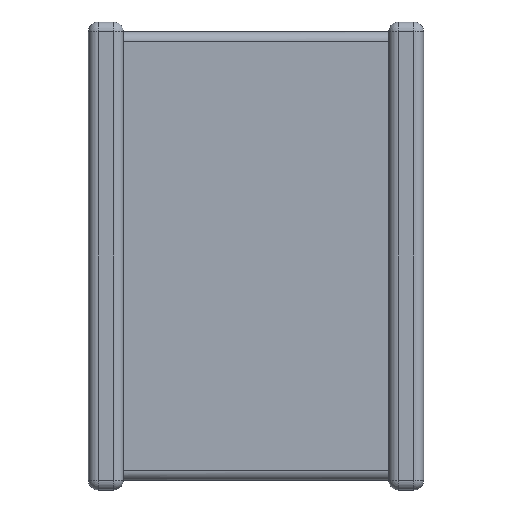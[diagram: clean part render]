
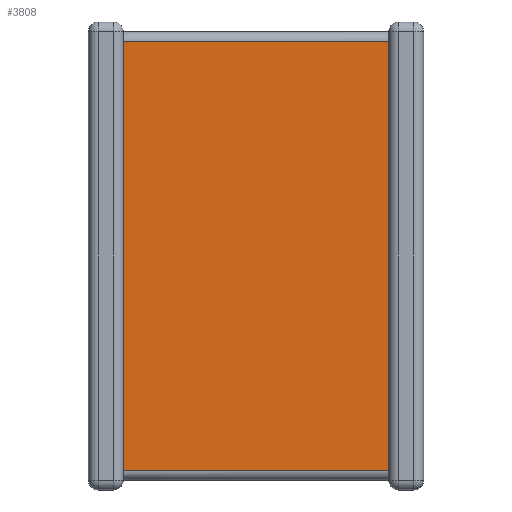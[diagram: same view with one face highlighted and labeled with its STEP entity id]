
A CAD part, front view. The second image highlights one B-rep face of the part: STEP entity #3808.
In plain terms, the highlighted planar face has unit normal (0, -1, 0).
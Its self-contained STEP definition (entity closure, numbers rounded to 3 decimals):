
#1 = CARTESIAN_POINT ( 'NONE',  ( 0.5, 0.139, -0.279 ) ) ;
#56 = VECTOR ( 'NONE', #935, 1000. ) ;
#227 = EDGE_CURVE ( 'NONE', #3388, #4354, #3941, .T. ) ;
#458 = VECTOR ( 'NONE', #4649, 1000. ) ;
#935 = DIRECTION ( 'NONE',  ( 0., 0., 1. ) ) ;
#947 = EDGE_CURVE ( 'NONE', #4354, #978, #2958, .T. ) ;
#978 = VERTEX_POINT ( 'NONE', #3797 ) ;
#1008 = EDGE_CURVE ( 'NONE', #3816, #978, #4666, .T. ) ;
#1046 = CARTESIAN_POINT ( 'NONE',  ( 0.5, 0.139, -6.421 ) ) ;
#1063 = CARTESIAN_POINT ( 'NONE',  ( 4.3, 0.139, -6.421 ) ) ;
#1089 = EDGE_LOOP ( 'NONE', ( #2026, #4268, #4562, #3735 ) ) ;
#1392 = DIRECTION ( 'NONE',  ( 0., -1., 0. ) ) ;
#1716 = CARTESIAN_POINT ( 'NONE',  ( 0.5, 0.139, -6.7 ) ) ;
#1884 = CARTESIAN_POINT ( 'NONE',  ( 0.5, 0.139, -6.7 ) ) ;
#2026 = ORIENTED_EDGE ( 'NONE', *, *, #1008, .F. ) ;
#2128 = PLANE ( 'NONE',  #4472 ) ;
#2512 = CARTESIAN_POINT ( 'NONE',  ( 4.3, 0.139, -6.7 ) ) ;
#2522 = DIRECTION ( 'NONE',  ( -1., 0., 0. ) ) ;
#2686 = LINE ( 'NONE', #1063, #458 ) ;
#2953 = DIRECTION ( 'NONE',  ( 0., 0., 1. ) ) ;
#2958 = LINE ( 'NONE', #1, #3064 ) ;
#3024 = VECTOR ( 'NONE', #2953, 1000. ) ;
#3064 = VECTOR ( 'NONE', #2522, 1000. ) ;
#3239 = CARTESIAN_POINT ( 'NONE',  ( 4.3, 0.139, -6.421 ) ) ;
#3358 = CARTESIAN_POINT ( 'NONE',  ( 4.3, 0.139, -0.279 ) ) ;
#3388 = VERTEX_POINT ( 'NONE', #3239 ) ;
#3735 = ORIENTED_EDGE ( 'NONE', *, *, #947, .T. ) ;
#3797 = CARTESIAN_POINT ( 'NONE',  ( 0.5, 0.139, -0.279 ) ) ;
#3808 = ADVANCED_FACE ( 'NONE', ( #4625 ), #2128, .T. ) ;
#3816 = VERTEX_POINT ( 'NONE', #1046 ) ;
#3941 = LINE ( 'NONE', #2512, #3024 ) ;
#4268 = ORIENTED_EDGE ( 'NONE', *, *, #4491, .T. ) ;
#4354 = VERTEX_POINT ( 'NONE', #3358 ) ;
#4472 = AXIS2_PLACEMENT_3D ( 'NONE', #1716, #1392, #4652 ) ;
#4491 = EDGE_CURVE ( 'NONE', #3816, #3388, #2686, .T. ) ;
#4562 = ORIENTED_EDGE ( 'NONE', *, *, #227, .T. ) ;
#4625 = FACE_OUTER_BOUND ( 'NONE', #1089, .T. ) ;
#4649 = DIRECTION ( 'NONE',  ( 1., 0., 0. ) ) ;
#4652 = DIRECTION ( 'NONE',  ( 1., 0., 0. ) ) ;
#4666 = LINE ( 'NONE', #1884, #56 ) ;
